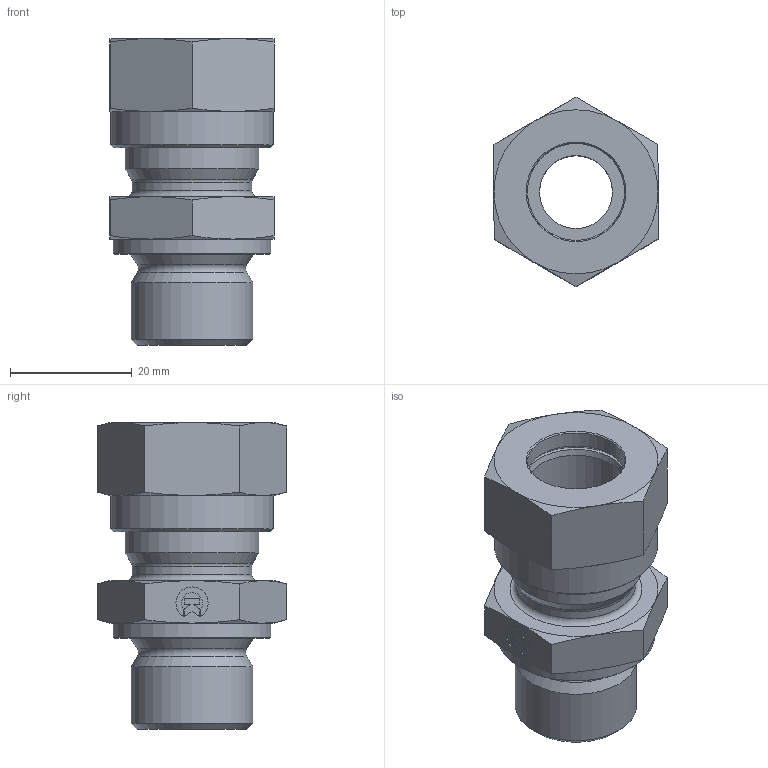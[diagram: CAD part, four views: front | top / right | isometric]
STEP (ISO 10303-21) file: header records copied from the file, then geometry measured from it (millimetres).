
FILE_DESCRIPTION((''),'2;1');
FILE_NAME('021162022.stp','2014-07-28T12:03:11',(''),('KNOMI spol. s r. o.'),'Autodesk Inventor 2012','Autodesk Inventor 2012','');
FILE_SCHEMA(('AUTOMOTIVE_DESIGN { 1 2 10303 214 0 1 1 1 }'));
Length unit declared in the file: millimetre
Products named in the file (4): PHAM2K Js13 M20/M22; 011 16 2022; 40316; 3931622
Assembly tree (3 placements, depth 2):
  PHAM2K Js13 M20/M22
    011 16 2022
    40316
    3931622
Bounding box: 27.01 x 31.18 x 50.5 mm (x, y, z)
Volume: 16132.6 mm3; surface area: 9878.8 mm2
Topology: 3 solids, 3 shells, 116 faces, 262 edges, 164 vertices
Faces by surface type: plane 54, cone 41, cylinder 16, torus 5
Full cylindrical faces by diameter (mm): 12 x1, 16 x3, 18.6 x1, 19.7 x1, 20 x2, 20.376 x1, 22 x1, 26 x1, 26.8 x1
Entity records: 3184 total; most frequent: CARTESIAN_POINT 597, DIRECTION 496, ORIENTED_EDGE 440, EDGE_CURVE 220, AXIS2_PLACEMENT_3D 199, EDGE_LOOP 166, VERTEX_POINT 154, STYLED_ITEM 119
